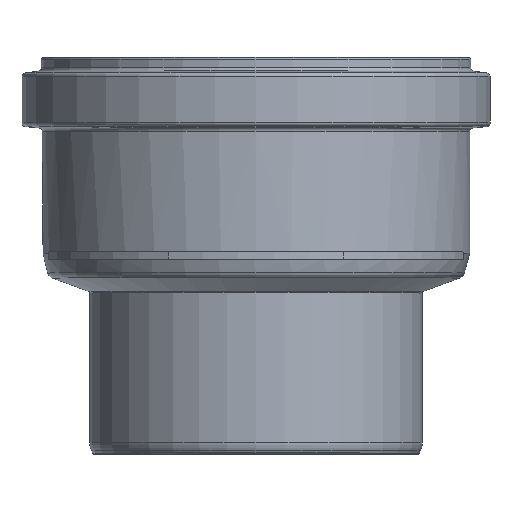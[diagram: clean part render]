
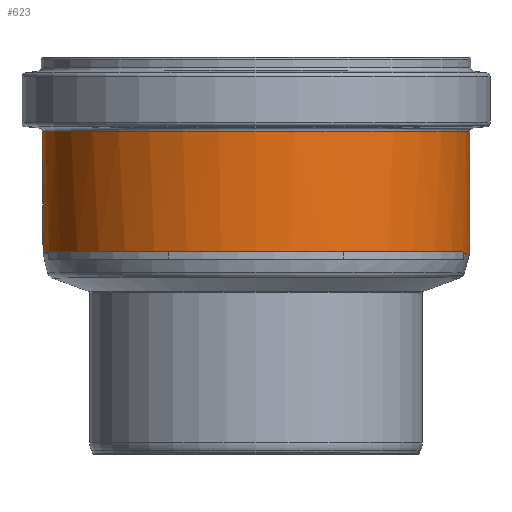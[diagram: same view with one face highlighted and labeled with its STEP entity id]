
A CAD part, top view. The second image highlights one B-rep face of the part: STEP entity #623.
In plain terms, the highlighted cylindrical face has radius 57.85 mm (diameter 115.7 mm), a full revolution.
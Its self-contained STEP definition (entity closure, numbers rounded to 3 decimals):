
#40=FACE_BOUND('',#205,.T.);
#80=CYLINDRICAL_SURFACE('',#684,57.85);
#99=CIRCLE('',#683,57.85);
#100=CIRCLE('',#685,57.85);
#101=CIRCLE('',#686,57.85);
#102=CIRCLE('',#687,57.85);
#103=CIRCLE('',#688,57.85);
#153=FACE_OUTER_BOUND('',#204,.T.);
#204=EDGE_LOOP('',(#487));
#205=EDGE_LOOP('',(#488,#489,#490,#491,#492,#493,#494,#495));
#292=LINE('',#1037,#310);
#293=LINE('',#1041,#311);
#294=LINE('',#1050,#312);
#295=LINE('',#1054,#313);
#310=VECTOR('',#805,0.316);
#311=VECTOR('',#810,0.316);
#312=VECTOR('',#821,0.316);
#313=VECTOR('',#824,0.316);
#324=VERTEX_POINT('',#1007);
#330=VERTEX_POINT('',#1025);
#333=VERTEX_POINT('',#1035);
#334=VERTEX_POINT('',#1039);
#335=VERTEX_POINT('',#1045);
#336=VERTEX_POINT('',#1047);
#337=VERTEX_POINT('',#1049);
#338=VERTEX_POINT('',#1051);
#339=VERTEX_POINT('',#1053);
#397=EDGE_CURVE('',#324,#333,#292,.T.);
#399=EDGE_CURVE('',#334,#330,#293,.T.);
#400=EDGE_CURVE('',#333,#334,#99,.T.);
#401=EDGE_CURVE('',#335,#335,#100,.T.);
#402=EDGE_CURVE('',#336,#330,#101,.T.);
#403=EDGE_CURVE('',#336,#337,#294,.T.);
#404=EDGE_CURVE('',#337,#338,#102,.T.);
#405=EDGE_CURVE('',#338,#339,#295,.T.);
#406=EDGE_CURVE('',#324,#339,#103,.T.);
#487=ORIENTED_EDGE('',*,*,#401,.T.);
#488=ORIENTED_EDGE('',*,*,#397,.T.);
#489=ORIENTED_EDGE('',*,*,#400,.T.);
#490=ORIENTED_EDGE('',*,*,#399,.T.);
#491=ORIENTED_EDGE('',*,*,#402,.F.);
#492=ORIENTED_EDGE('',*,*,#403,.T.);
#493=ORIENTED_EDGE('',*,*,#404,.T.);
#494=ORIENTED_EDGE('',*,*,#405,.T.);
#495=ORIENTED_EDGE('',*,*,#406,.F.);
#623=ADVANCED_FACE('',(#153,#40),#80,.T.);
#683=AXIS2_PLACEMENT_3D('',#1043,#813,#814);
#684=AXIS2_PLACEMENT_3D('',#1044,#815,#816);
#685=AXIS2_PLACEMENT_3D('',#1046,#817,#818);
#686=AXIS2_PLACEMENT_3D('',#1048,#819,#820);
#687=AXIS2_PLACEMENT_3D('',#1052,#822,#823);
#688=AXIS2_PLACEMENT_3D('',#1055,#825,#826);
#805=DIRECTION('',(0.,1.,0.));
#810=DIRECTION('',(0.,-1.,0.));
#813=DIRECTION('center_axis',(0.,1.,0.));
#814=DIRECTION('ref_axis',(1.,0.,0.));
#815=DIRECTION('center_axis',(0.,-1.,0.));
#816=DIRECTION('ref_axis',(1.,0.,0.));
#817=DIRECTION('center_axis',(0.,-1.,0.));
#818=DIRECTION('ref_axis',(1.,0.,0.));
#819=DIRECTION('center_axis',(0.,-1.,0.));
#820=DIRECTION('ref_axis',(1.,0.,0.));
#821=DIRECTION('',(0.,1.,0.));
#822=DIRECTION('center_axis',(0.,1.,0.));
#823=DIRECTION('ref_axis',(1.,0.,0.));
#824=DIRECTION('',(0.,-1.,0.));
#825=DIRECTION('center_axis',(0.,-1.,0.));
#826=DIRECTION('ref_axis',(1.,0.,0.));
#1007=CARTESIAN_POINT('',(-56.069,54.422,14.243));
#1025=CARTESIAN_POINT('',(56.069,54.422,14.243));
#1035=CARTESIAN_POINT('',(-56.069,54.738,14.243));
#1037=CARTESIAN_POINT('',(-56.069,54.738,14.243));
#1039=CARTESIAN_POINT('',(56.069,54.738,14.243));
#1041=CARTESIAN_POINT('',(56.069,70.895,14.243));
#1043=CARTESIAN_POINT('Origin',(0.,54.738,0.));
#1044=CARTESIAN_POINT('Origin',(0.,70.895,0.));
#1045=CARTESIAN_POINT('',(57.85,87.369,0.));
#1046=CARTESIAN_POINT('Origin',(0.,87.369,0.));
#1047=CARTESIAN_POINT('',(56.069,54.422,-14.243));
#1048=CARTESIAN_POINT('Origin',(0.,54.422,0.));
#1049=CARTESIAN_POINT('',(56.069,54.738,-14.243));
#1050=CARTESIAN_POINT('',(56.069,70.895,-14.243));
#1051=CARTESIAN_POINT('',(-56.069,54.738,-14.243));
#1052=CARTESIAN_POINT('Origin',(0.,54.738,0.));
#1053=CARTESIAN_POINT('',(-56.069,54.422,-14.243));
#1054=CARTESIAN_POINT('',(-56.069,54.738,-14.243));
#1055=CARTESIAN_POINT('Origin',(0.,54.422,0.));
